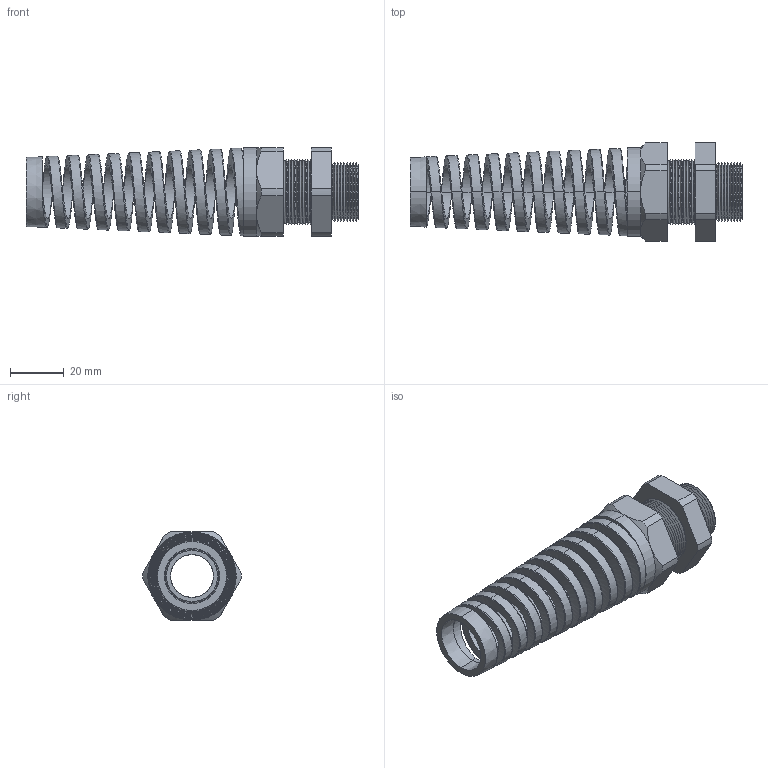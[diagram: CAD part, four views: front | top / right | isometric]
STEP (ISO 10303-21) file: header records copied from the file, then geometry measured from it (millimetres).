
FILE_DESCRIPTION (( 'STEP AP203' ), '1' );
FILE_NAME ('CF16GR-GY.STEP', '2008-05-27T06:42:49', ( 'Baystate01' ), ( 'Baystate' ), 'SwSTEP 2.0', 'SolidWorks 2007', '' );
FILE_SCHEMA (( 'CONFIG_CONTROL_DESIGN' ));
Length unit declared in the file: inch
Products named in the file (1): CF16GR-GY
Bounding box: 123.95 x 36.64 x 33.02 mm (x, y, z)
Volume: 35005.7 mm3; surface area: 25808.2 mm2
Topology: 2 solids, 2 shells, 193 faces, 458 edges, 272 vertices
Faces by surface type: cone 114, cylinder 45, plane 24, torus 6, bspline 4
Entity records: 17736 total; most frequent: CARTESIAN_POINT 13330, ORIENTED_EDGE 916, DIRECTION 890, EDGE_CURVE 458, AXIS2_PLACEMENT_3D 351, VERTEX_POINT 272, EDGE_LOOP 202, ADVANCED_FACE 193
